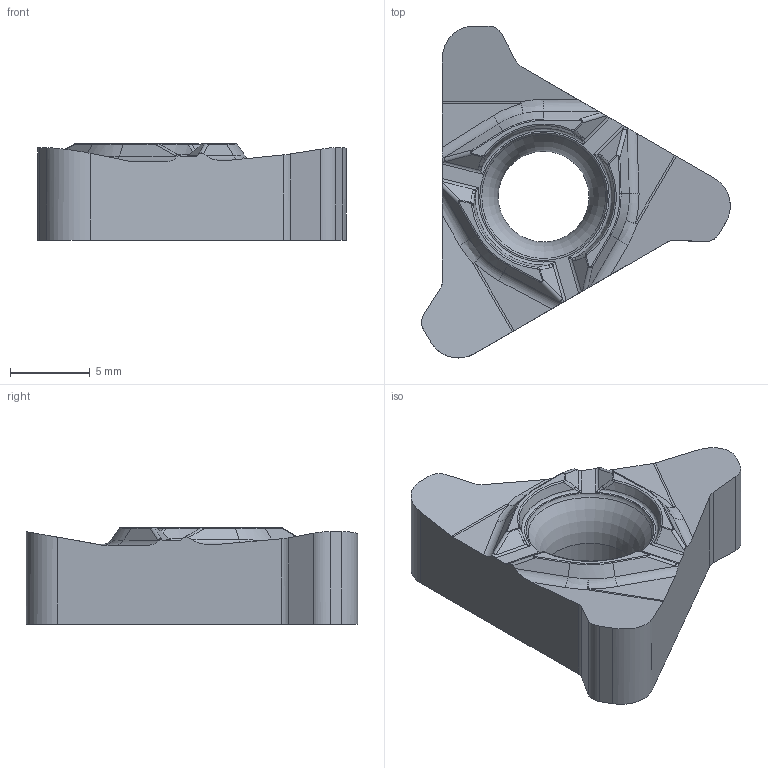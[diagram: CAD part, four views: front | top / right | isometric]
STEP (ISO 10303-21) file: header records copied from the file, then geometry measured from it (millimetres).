
FILE_DESCRIPTION(/* description */ (''),/* implementation_level */ '2;1');
FILE_NAME(/* name */ 'AAA386003_A.STP',/* time_stamp */ '2024-01-22T12:45:14+01:00',/* author */ (''),/* organization */ ('SMS'),/* preprocessor_version */ 'ST-DEVELOPER v16.7',/* originating_system */ 'SIEMENS PLM Software NX 12.0',/* authorisation */ '');
FILE_SCHEMA (('AUTOMOTIVE_DESIGN { 1 0 10303 214 3 1 1 1 }'));
Length unit declared in the file: millimetre
Products named in the file (1): AAA386003_A
Bounding box: 19.36 x 20.82 x 6.05 mm (x, y, z)
Volume: 996.3 mm3; surface area: 837.9 mm2
Topology: 1 solids, 1 shells, 137 faces, 339 edges, 203 vertices
Faces by surface type: cylinder 43, bspline 39, plane 32, torus 14, cone 6, sphere 3
Full cylindrical faces by diameter (mm): 5.7 x1
Entity records: 5036 total; most frequent: CARTESIAN_POINT 1927, ORIENTED_EDGE 662, DIRECTION 633, EDGE_CURVE 331, AXIS2_PLACEMENT_3D 255, VERTEX_POINT 199, EDGE_LOOP 142, ADVANCED_FACE 137
